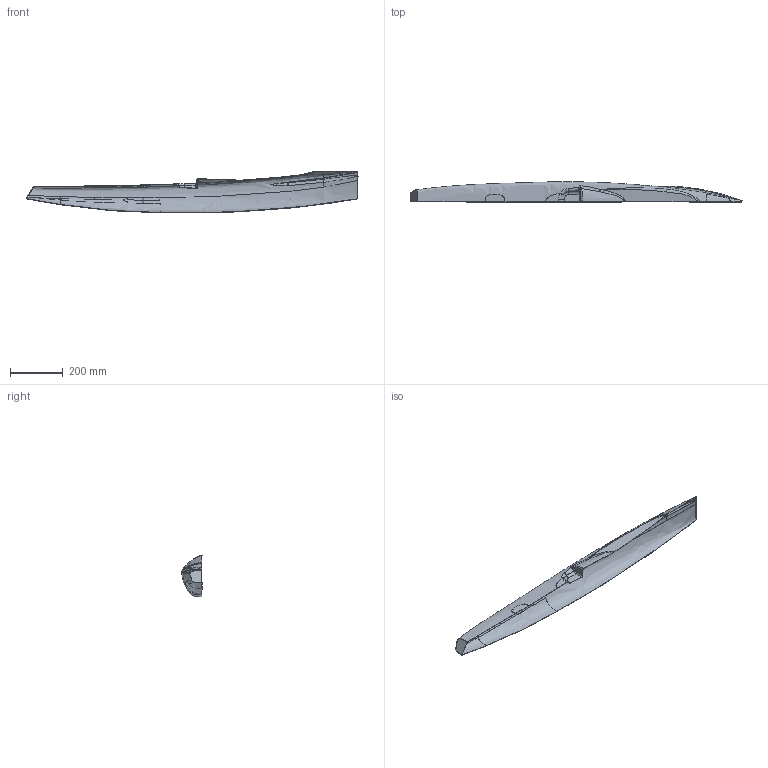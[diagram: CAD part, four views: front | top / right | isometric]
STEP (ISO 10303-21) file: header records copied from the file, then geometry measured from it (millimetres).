
FILE_DESCRIPTION(/* description */ ('','CAx-IF Rec.Pracs.---Representation and Presentation of Product Manufacturing Information (PMI)---3.8---2014-02-18'),/* implementation_level */ '2;1');
FILE_NAME(/* name */ 'Rumpfform-hohl.stp',/* time_stamp */ '2016-10-11T13:07:33+02:00',/* author */ ('Walter'),/* organization */ (''),/* preprocessor_version */ 'ST-DEVELOPER v16.1',/* originating_system */ 'Autodesk Inventor 2016',/* authorisation */ '');
FILE_SCHEMA (('AP242_MANAGED_MODEL_BASED_3D_ENGINEERING_MIM_LF { 1 0 10303 442 1 1 4 }'));
Length unit declared in the file: millimetre
Products named in the file (1): Rumpfform-hohl
Bounding box: 1259.75 x 77.41 x 158.43 mm (x, y, z)
Volume: 312285.1 mm3; surface area: 484954.3 mm2
Topology: 1 solids, 1 shells, 177 faces, 461 edges, 275 vertices
Faces by surface type: bspline 147, plane 21, cylinder 8, sphere 1
Entity records: 29524 total; most frequent: CARTESIAN_POINT 26384, ORIENTED_EDGE 900, EDGE_CURVE 450, B_SPLINE_CURVE_WITH_KNOTS 349, VERTEX_POINT 275, DIRECTION 197, FACE_OUTER_BOUND 177, EDGE_LOOP 177
